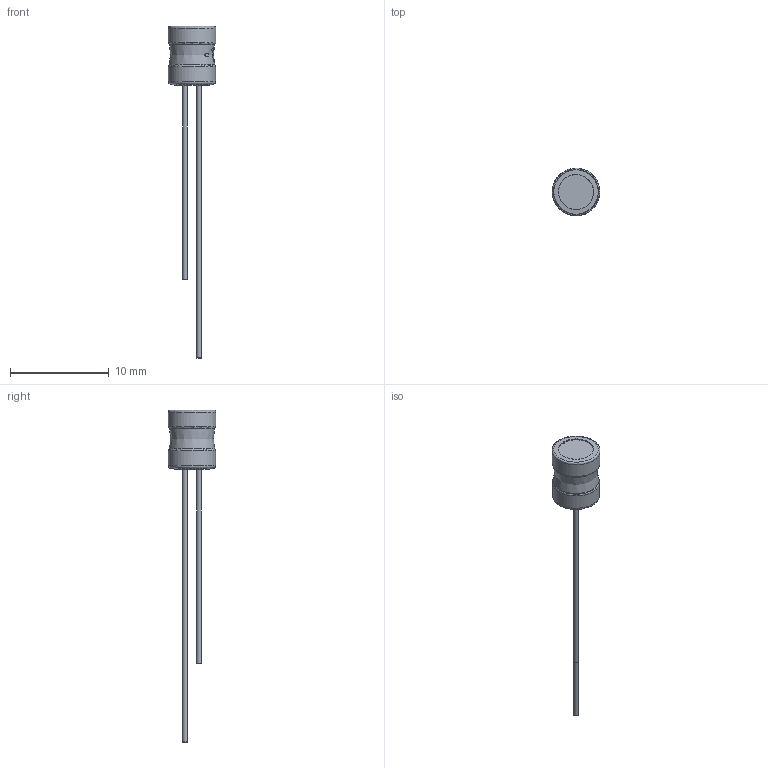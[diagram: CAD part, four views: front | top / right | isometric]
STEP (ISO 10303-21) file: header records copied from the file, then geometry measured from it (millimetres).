
FILE_DESCRIPTION( ('This file contains a STEP AP42 implementation' ,'as created by ZW3D STEP Interface translator.') ,'2;1' );
FILE_NAME( 'RB0608-L.stp' ,'14 925.115236', (''), ('ZWCAD Software Co.'), 'Version 1.0', 'ZW3D to STEP translator', '' );
FILE_SCHEMA( ('CONFIG_CONTROL_DESIGN') );
Length unit declared in the file: millimetre
Products named in the file (1): 0
Bounding box: 4.83 x 4.83 x 33.66 mm (x, y, z)
Volume: 64.1 mm3; surface area: 422.3 mm2
Topology: 9 solids, 10 shells, 115 faces, 258 edges, 163 vertices
Faces by surface type: bspline 115
Entity records: 4961 total; most frequent: CARTESIAN_POINT 3395, ORIENTED_EDGE 514, EDGE_CURVE 258, B_SPLINE_CURVE_WITH_KNOTS 181, VERTEX_POINT 163, EDGE_LOOP 117, FACE_OUTER_BOUND 115, ADVANCED_FACE 115
